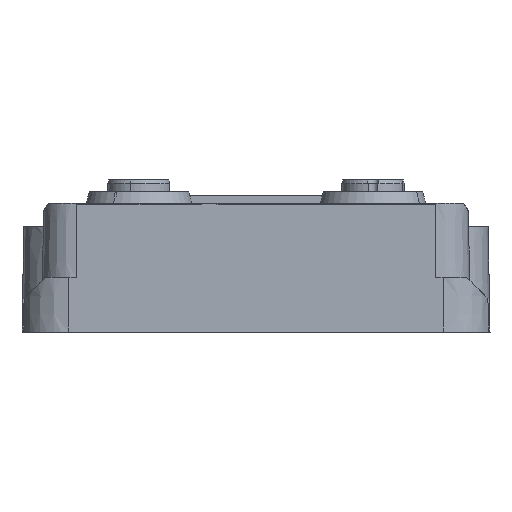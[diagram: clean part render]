
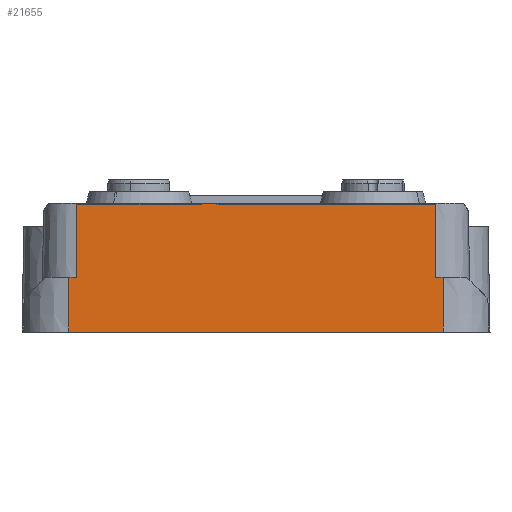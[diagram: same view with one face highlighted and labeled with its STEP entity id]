
A CAD part, front view. The second image highlights one B-rep face of the part: STEP entity #21655.
In plain terms, the highlighted planar face has unit normal (0, -1, 0.018).
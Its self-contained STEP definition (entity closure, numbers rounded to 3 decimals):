
#21603=AXIS2_PLACEMENT_3D('Plane Axis2P3D',#21600,#21601,#21602) ;
#20774=CARTESIAN_POINT('Vertex',(7.,0.288,16.5)) ;
#20777=CARTESIAN_POINT('Line Origine',(30.,0.288,16.5)) ;
#20781=CARTESIAN_POINT('Vertex',(53.,0.288,16.5)) ;
#21462=CARTESIAN_POINT('Vertex',(54.,0.,0.)) ;
#21465=CARTESIAN_POINT('Line Origine',(53.5,0.,0.)) ;
#21469=CARTESIAN_POINT('Vertex',(53.,0.,0.)) ;
#21472=CARTESIAN_POINT('Line Origine',(30.,0.,0.)) ;
#21476=CARTESIAN_POINT('Vertex',(7.,0.,0.)) ;
#21479=CARTESIAN_POINT('Line Origine',(6.5,0.,0.)) ;
#21483=CARTESIAN_POINT('Vertex',(6.,0.,0.)) ;
#21600=CARTESIAN_POINT('Axis2P3D Location',(60.,0.,0.)) ;
#21605=CARTESIAN_POINT('Line Origine',(54.,0.061,3.5)) ;
#21609=CARTESIAN_POINT('Vertex',(54.,0.122,7.)) ;
#21612=CARTESIAN_POINT('Line Origine',(30.,0.122,7.)) ;
#21616=CARTESIAN_POINT('Vertex',(53.,0.122,7.)) ;
#21619=CARTESIAN_POINT('Line Origine',(53.,0.061,3.5)) ;
#21624=CARTESIAN_POINT('Line Origine',(7.,0.061,3.5)) ;
#21628=CARTESIAN_POINT('Vertex',(7.,0.122,7.)) ;
#21631=CARTESIAN_POINT('Line Origine',(30.,0.122,7.)) ;
#21635=CARTESIAN_POINT('Vertex',(6.,0.122,7.)) ;
#21638=CARTESIAN_POINT('Line Origine',(6.,0.061,3.5)) ;
#20778=DIRECTION('Vector Direction',(-1.,0.,0.)) ;
#21466=DIRECTION('Vector Direction',(-1.,0.,0.)) ;
#21473=DIRECTION('Vector Direction',(-1.,0.,0.)) ;
#21480=DIRECTION('Vector Direction',(-1.,0.,0.)) ;
#21601=DIRECTION('Axis2P3D Direction',(0.,-1.,0.017)) ;
#21602=DIRECTION('Axis2P3D XDirection',(-1.,0.,0.)) ;
#21606=DIRECTION('Vector Direction',(0.,-0.017,-1.)) ;
#21613=DIRECTION('Vector Direction',(-1.,0.,0.)) ;
#21620=DIRECTION('Vector Direction',(0.,-0.017,-1.)) ;
#21625=DIRECTION('Vector Direction',(0.,-0.017,-1.)) ;
#21632=DIRECTION('Vector Direction',(-1.,0.,0.)) ;
#21639=DIRECTION('Vector Direction',(0.,-0.017,-1.)) ;
#20779=VECTOR('Line Direction',#20778,1.) ;
#21467=VECTOR('Line Direction',#21466,1.) ;
#21474=VECTOR('Line Direction',#21473,1.) ;
#21481=VECTOR('Line Direction',#21480,1.) ;
#21607=VECTOR('Line Direction',#21606,1.) ;
#21614=VECTOR('Line Direction',#21613,1.) ;
#21621=VECTOR('Line Direction',#21620,1.) ;
#21626=VECTOR('Line Direction',#21625,1.) ;
#21633=VECTOR('Line Direction',#21632,1.) ;
#21640=VECTOR('Line Direction',#21639,1.) ;
#21644=ORIENTED_EDGE('',*,*,#21471,.F.) ;
#21645=ORIENTED_EDGE('',*,*,#21611,.T.) ;
#21646=ORIENTED_EDGE('',*,*,#21618,.F.) ;
#21647=ORIENTED_EDGE('',*,*,#21623,.T.) ;
#21648=ORIENTED_EDGE('',*,*,#20783,.F.) ;
#21649=ORIENTED_EDGE('',*,*,#21630,.F.) ;
#21650=ORIENTED_EDGE('',*,*,#21637,.F.) ;
#21651=ORIENTED_EDGE('',*,*,#21642,.F.) ;
#21652=ORIENTED_EDGE('',*,*,#21485,.F.) ;
#21653=ORIENTED_EDGE('',*,*,#21478,.F.) ;
#21655=ADVANCED_FACE('1892080000.1\\40667_SAI_4_6_8-M_4P_5P_M12_ECO.1\\427560.1\\Gehaeuse',(#21654),#21604,.T.) ;
#20783=EDGE_CURVE('',#20775,#20782,#20780,.F.) ;
#21471=EDGE_CURVE('',#21463,#21470,#21468,.T.) ;
#21478=EDGE_CURVE('',#21470,#21477,#21475,.T.) ;
#21485=EDGE_CURVE('',#21477,#21484,#21482,.T.) ;
#21611=EDGE_CURVE('',#21463,#21610,#21608,.F.) ;
#21618=EDGE_CURVE('',#21617,#21610,#21615,.F.) ;
#21623=EDGE_CURVE('',#21617,#20782,#21622,.F.) ;
#21630=EDGE_CURVE('',#21629,#20775,#21627,.F.) ;
#21637=EDGE_CURVE('',#21636,#21629,#21634,.F.) ;
#21642=EDGE_CURVE('',#21484,#21636,#21641,.F.) ;
#21643=EDGE_LOOP('',(#21644,#21645,#21646,#21647,#21648,#21649,#21650,#21651,#21652,#21653)) ;
#21654=FACE_OUTER_BOUND('',#21643,.T.) ;
#20780=LINE('Line',#20777,#20779) ;
#21468=LINE('Line',#21465,#21467) ;
#21475=LINE('Line',#21472,#21474) ;
#21482=LINE('Line',#21479,#21481) ;
#21608=LINE('Line',#21605,#21607) ;
#21615=LINE('Line',#21612,#21614) ;
#21622=LINE('Line',#21619,#21621) ;
#21627=LINE('Line',#21624,#21626) ;
#21634=LINE('Line',#21631,#21633) ;
#21641=LINE('Line',#21638,#21640) ;
#21604=PLANE('',#21603) ;
#20775=VERTEX_POINT('',#20774) ;
#20782=VERTEX_POINT('',#20781) ;
#21463=VERTEX_POINT('',#21462) ;
#21470=VERTEX_POINT('',#21469) ;
#21477=VERTEX_POINT('',#21476) ;
#21484=VERTEX_POINT('',#21483) ;
#21610=VERTEX_POINT('',#21609) ;
#21617=VERTEX_POINT('',#21616) ;
#21629=VERTEX_POINT('',#21628) ;
#21636=VERTEX_POINT('',#21635) ;
